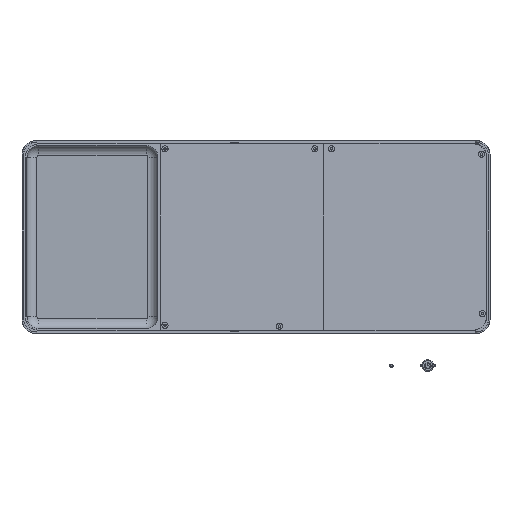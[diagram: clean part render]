
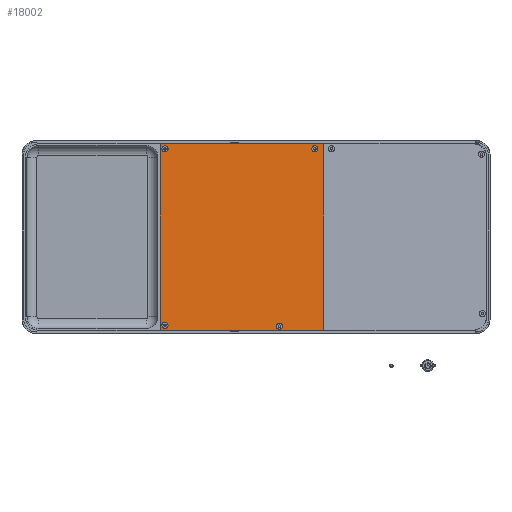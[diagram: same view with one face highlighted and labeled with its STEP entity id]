
A CAD part, top view. The second image highlights one B-rep face of the part: STEP entity #18002.
In plain terms, the highlighted planar face has unit normal (0, 0.052, 0.999).
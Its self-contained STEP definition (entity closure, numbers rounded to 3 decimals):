
#17021=CARTESIAN_POINT('',(68.052,-56.723,21.888));
#17022=VERTEX_POINT('',#17021);
#17037=CARTESIAN_POINT('',(68.052,55.095,16.099));
#17038=VERTEX_POINT('',#17037);
#17045=CARTESIAN_POINT('',(68.052,55.095,16.099));
#17046=DIRECTION('',(0.,-0.999,0.052));
#17047=VECTOR('',#17046,111.967);
#17048=LINE('',#17045,#17047);
#17049=EDGE_CURVE('',#17038,#17022,#17048,.T.);
#17649=CARTESIAN_POINT('',(62.811,50.285,16.348));
#17650=VERTEX_POINT('',#17649);
#17657=CARTESIAN_POINT('',(62.811,52.135,16.252));
#17658=DIRECTION('',(-0.,0.052,0.999));
#17659=DIRECTION('',(0.,-0.999,0.052));
#17660=AXIS2_PLACEMENT_3D('',#17657,#17658,#17659);
#17661=ELLIPSE('',#17660,1.852,1.85);
#17662=EDGE_CURVE('',#17650,#17650,#17661,.T.);
#17674=CARTESIAN_POINT('',(41.508,-56.165,21.859));
#17675=VERTEX_POINT('',#17674);
#17682=CARTESIAN_POINT('',(41.508,-54.315,21.763));
#17683=DIRECTION('',(-0.,0.052,0.999));
#17684=DIRECTION('',(0.,-0.999,0.052));
#17685=AXIS2_PLACEMENT_3D('',#17682,#17683,#17684);
#17686=ELLIPSE('',#17685,1.852,1.85);
#17687=EDGE_CURVE('',#17675,#17675,#17686,.T.);
#17699=CARTESIAN_POINT('',(-27.189,-55.665,21.833));
#17700=VERTEX_POINT('',#17699);
#17707=CARTESIAN_POINT('',(-27.189,-53.815,21.737));
#17708=DIRECTION('',(-0.,0.052,0.999));
#17709=DIRECTION('',(0.,-0.999,0.052));
#17710=AXIS2_PLACEMENT_3D('',#17707,#17708,#17709);
#17711=ELLIPSE('',#17710,1.852,1.85);
#17712=EDGE_CURVE('',#17700,#17700,#17711,.T.);
#17724=CARTESIAN_POINT('',(-27.189,50.235,16.351));
#17725=VERTEX_POINT('',#17724);
#17732=CARTESIAN_POINT('',(-27.189,52.085,16.255));
#17733=DIRECTION('',(-0.,0.052,0.999));
#17734=DIRECTION('',(0.,-0.999,0.052));
#17735=AXIS2_PLACEMENT_3D('',#17732,#17733,#17734);
#17736=ELLIPSE('',#17735,1.852,1.85);
#17737=EDGE_CURVE('',#17725,#17725,#17736,.T.);
#17749=CARTESIAN_POINT('',(-30.089,-56.723,21.888));
#17750=VERTEX_POINT('',#17749);
#17759=CARTESIAN_POINT('',(-30.089,55.095,16.099));
#17760=VERTEX_POINT('',#17759);
#17761=CARTESIAN_POINT('',(-30.089,55.095,16.099));
#17762=DIRECTION('',(0.,-0.999,0.052));
#17763=VECTOR('',#17762,111.967);
#17764=LINE('',#17761,#17763);
#17765=EDGE_CURVE('',#17760,#17750,#17764,.T.);
#17962=CARTESIAN_POINT('',(68.052,55.095,16.099));
#17963=DIRECTION('',(-1.,0.,-0.));
#17964=VECTOR('',#17963,98.141);
#17965=LINE('',#17962,#17964);
#17966=EDGE_CURVE('',#17038,#17760,#17965,.T.);
#17974=CARTESIAN_POINT('',(-602.189,-4.984,19.209));
#17975=DIRECTION('',(0.,-0.052,-0.999));
#17976=DIRECTION('',(1.,0.,0.));
#17977=AXIS2_PLACEMENT_3D('',#17974,#17975,#17976);
#17978=PLANE('',#17977);
#17979=ORIENTED_EDGE('',*,*,#17737,.F.);
#17980=EDGE_LOOP('',(#17979));
#17981=FACE_BOUND('',#17980,.T.);
#17982=ORIENTED_EDGE('',*,*,#17712,.F.);
#17983=EDGE_LOOP('',(#17982));
#17984=FACE_BOUND('',#17983,.T.);
#17985=ORIENTED_EDGE('',*,*,#17687,.F.);
#17986=EDGE_LOOP('',(#17985));
#17987=FACE_BOUND('',#17986,.T.);
#17988=ORIENTED_EDGE('',*,*,#17662,.F.);
#17989=EDGE_LOOP('',(#17988));
#17990=FACE_BOUND('',#17989,.T.);
#17991=ORIENTED_EDGE('',*,*,#17049,.F.);
#17992=ORIENTED_EDGE('',*,*,#17966,.T.);
#17993=ORIENTED_EDGE('',*,*,#17765,.T.);
#17994=CARTESIAN_POINT('',(-30.089,-56.723,21.888));
#17995=DIRECTION('',(1.,-0.,0.));
#17996=VECTOR('',#17995,98.141);
#17997=LINE('',#17994,#17996);
#17998=EDGE_CURVE('',#17750,#17022,#17997,.T.);
#17999=ORIENTED_EDGE('',*,*,#17998,.T.);
#18000=EDGE_LOOP('',(#17991,#17992,#17993,#17999));
#18001=FACE_BOUND('',#18000,.T.);
#18002=ADVANCED_FACE('',(#17981,#17984,#17987,#17990,#18001),#17978,.F.);
